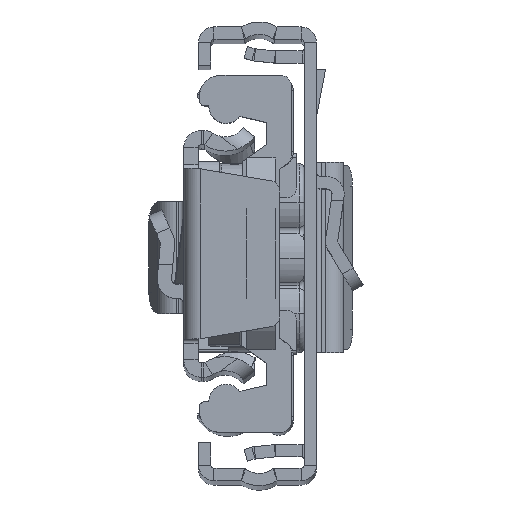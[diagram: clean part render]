
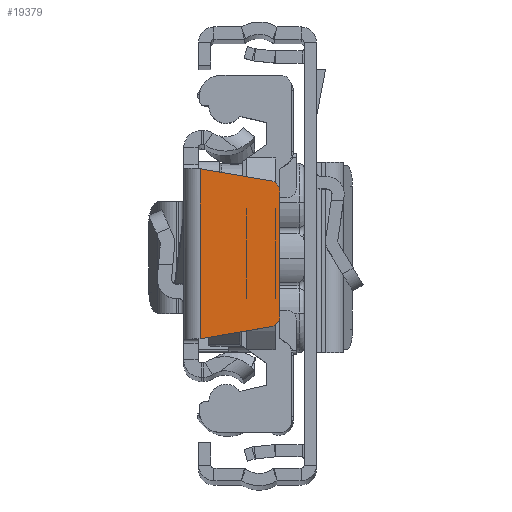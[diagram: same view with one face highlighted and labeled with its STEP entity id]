
A CAD part, top view. The second image highlights one B-rep face of the part: STEP entity #19379.
In plain terms, the highlighted planar face has unit normal (0, 0, 1).
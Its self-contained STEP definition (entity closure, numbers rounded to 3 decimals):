
#844 = CIRCLE ( 'NONE', #19552, 1. ) ;
#866 = EDGE_CURVE ( 'NONE', #11943, #16704, #6792, .T. ) ;
#1176 = CARTESIAN_POINT ( 'NONE',  ( 1.6, -8.333, 0. ) ) ;
#1201 = DIRECTION ( 'NONE',  ( 0., 0., -1. ) ) ;
#2886 = VECTOR ( 'NONE', #16621, 1000. ) ;
#3205 = CIRCLE ( 'NONE', #10108, 1. ) ;
#3579 = EDGE_CURVE ( 'NONE', #20264, #12003, #3205, .T. ) ;
#3847 = ORIENTED_EDGE ( 'NONE', *, *, #13430, .T. ) ;
#4284 = VECTOR ( 'NONE', #7463, 1000. ) ;
#4317 = CARTESIAN_POINT ( 'NONE',  ( 8.4, -6.156, 0. ) ) ;
#4444 = ORIENTED_EDGE ( 'NONE', *, *, #3579, .T. ) ;
#4800 = DIRECTION ( 'NONE',  ( 1., 0., 0. ) ) ;
#5201 = ORIENTED_EDGE ( 'NONE', *, *, #14079, .T. ) ;
#5820 = CARTESIAN_POINT ( 'NONE',  ( 9.4, 6.156, 0. ) ) ;
#6133 = LINE ( 'NONE', #5820, #16675 ) ;
#6165 = ORIENTED_EDGE ( 'NONE', *, *, #11459, .T. ) ;
#6280 = FACE_OUTER_BOUND ( 'NONE', #11100, .T. ) ;
#6792 = LINE ( 'NONE', #10458, #14825 ) ;
#7463 = DIRECTION ( 'NONE',  ( 0.986, 0.168, 0. ) ) ;
#7522 = ORIENTED_EDGE ( 'NONE', *, *, #8268, .T. ) ;
#7565 = LINE ( 'NONE', #10699, #4284 ) ;
#7815 = DIRECTION ( 'NONE',  ( 1., 0., 0. ) ) ;
#7842 = CARTESIAN_POINT ( 'NONE',  ( 8.568, -7.142, 0. ) ) ;
#8268 = EDGE_CURVE ( 'NONE', #12003, #19674, #6133, .T. ) ;
#9033 = CARTESIAN_POINT ( 'NONE',  ( 8.568, 7.142, 0. ) ) ;
#9189 = DIRECTION ( 'NONE',  ( 1., 0., 0. ) ) ;
#9803 = CARTESIAN_POINT ( 'NONE',  ( 1.6, 8.333, 0. ) ) ;
#9869 = AXIS2_PLACEMENT_3D ( 'NONE', #16032, #1201, #7815 ) ;
#10018 = ORIENTED_EDGE ( 'NONE', *, *, #866, .T. ) ;
#10108 = AXIS2_PLACEMENT_3D ( 'NONE', #4317, #12652, #9189 ) ;
#10458 = CARTESIAN_POINT ( 'NONE',  ( 1.5, 8.35, 0. ) ) ;
#10699 = CARTESIAN_POINT ( 'NONE',  ( 8.568, -7.142, 0. ) ) ;
#10943 = PLANE ( 'NONE',  #9869 ) ;
#11100 = EDGE_LOOP ( 'NONE', ( #5201, #3847, #4444, #7522, #6165, #10018 ) ) ;
#11459 = EDGE_CURVE ( 'NONE', #19674, #11943, #844, .T. ) ;
#11943 = VERTEX_POINT ( 'NONE', #9033 ) ;
#12003 = VERTEX_POINT ( 'NONE', #17916 ) ;
#12501 = DIRECTION ( 'NONE',  ( 0., 1., 0. ) ) ;
#12652 = DIRECTION ( 'NONE',  ( 0., 0., 1. ) ) ;
#13149 = CARTESIAN_POINT ( 'NONE',  ( 1.6, -8.333, 0. ) ) ;
#13268 = DIRECTION ( 'NONE',  ( -0.986, 0.168, 0. ) ) ;
#13430 = EDGE_CURVE ( 'NONE', #13584, #20264, #7565, .T. ) ;
#13584 = VERTEX_POINT ( 'NONE', #1176 ) ;
#14079 = EDGE_CURVE ( 'NONE', #16704, #13584, #16530, .T. ) ;
#14733 = DIRECTION ( 'NONE',  ( 0., 0., 1. ) ) ;
#14825 = VECTOR ( 'NONE', #13268, 1000. ) ;
#15457 = CARTESIAN_POINT ( 'NONE',  ( 9.4, 6.156, 0. ) ) ;
#16032 = CARTESIAN_POINT ( 'NONE',  ( 8.4, 6.156, 0. ) ) ;
#16530 = LINE ( 'NONE', #13149, #2886 ) ;
#16578 = CARTESIAN_POINT ( 'NONE',  ( 8.4, 6.156, 0. ) ) ;
#16621 = DIRECTION ( 'NONE',  ( 0., -1., 0. ) ) ;
#16675 = VECTOR ( 'NONE', #12501, 1000. ) ;
#16704 = VERTEX_POINT ( 'NONE', #9803 ) ;
#17916 = CARTESIAN_POINT ( 'NONE',  ( 9.4, -6.156, 0. ) ) ;
#19379 = ADVANCED_FACE ( 'NONE', ( #6280 ), #10943, .F. ) ;
#19552 = AXIS2_PLACEMENT_3D ( 'NONE', #16578, #14733, #4800 ) ;
#19674 = VERTEX_POINT ( 'NONE', #15457 ) ;
#20264 = VERTEX_POINT ( 'NONE', #7842 ) ;
